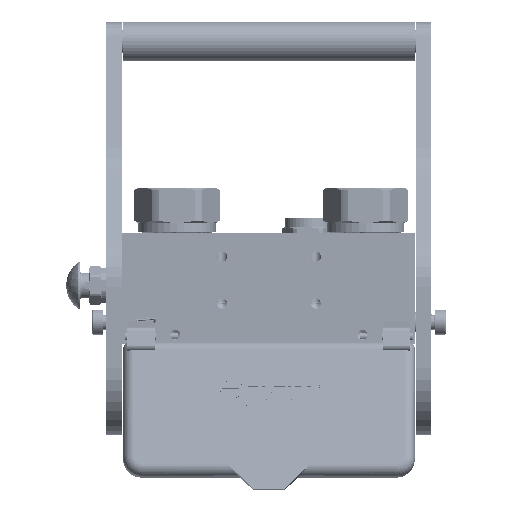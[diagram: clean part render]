
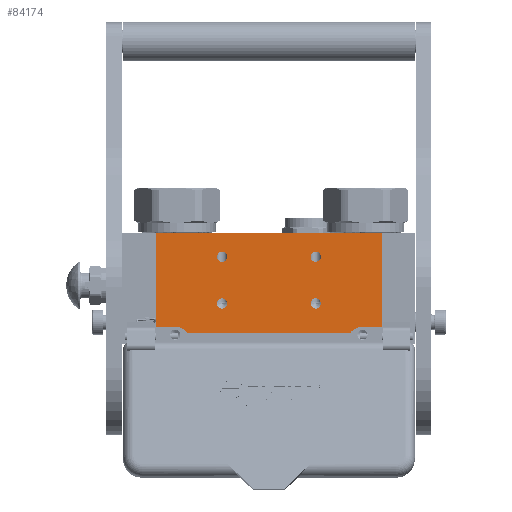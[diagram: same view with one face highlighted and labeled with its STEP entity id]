
A CAD part, left-side view. The second image highlights one B-rep face of the part: STEP entity #84174.
In plain terms, the highlighted face is planar.
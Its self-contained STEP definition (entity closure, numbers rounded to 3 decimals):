
#281 = CARTESIAN_POINT ( 'NONE',  ( 124., 18.3, -108. ) ) ;
#1665 = AXIS2_PLACEMENT_3D ( 'NONE', #128372, #116810, #71687 ) ;
#1963 = PLANE ( 'NONE',  #16445 ) ;
#3365 = CIRCLE ( 'NONE', #62038, 3.3 ) ;
#3627 = ORIENTED_EDGE ( 'NONE', *, *, #121327, .F. ) ;
#3662 = DIRECTION ( 'NONE',  ( 0., 0., -1. ) ) ;
#6848 = DIRECTION ( 'NONE',  ( 0., -1., 0. ) ) ;
#8815 = ORIENTED_EDGE ( 'NONE', *, *, #65196, .F. ) ;
#9683 = CARTESIAN_POINT ( 'NONE',  ( 64., 41.7, -108. ) ) ;
#10224 = DIRECTION ( 'NONE',  ( 0., 0., -1. ) ) ;
#12166 = EDGE_CURVE ( 'NONE', #64460, #107567, #57389, .T. ) ;
#12564 = CARTESIAN_POINT ( 'NONE',  ( 166.7, 0., -108. ) ) ;
#16041 = CARTESIAN_POINT ( 'NONE',  ( 64., 45., -108. ) ) ;
#16445 = AXIS2_PLACEMENT_3D ( 'NONE', #35511, #105725, #138891 ) ;
#18872 = CARTESIAN_POINT ( 'NONE',  ( 64., 18.3, -108. ) ) ;
#19772 = VERTEX_POINT ( 'NONE', #41332 ) ;
#20458 = EDGE_CURVE ( 'NONE', #129860, #73759, #91169, .T. ) ;
#21233 = ORIENTED_EDGE ( 'NONE', *, *, #20458, .T. ) ;
#21803 = CARTESIAN_POINT ( 'NONE',  ( 64., 45., -108. ) ) ;
#23429 = VERTEX_POINT ( 'NONE', #281 ) ;
#24781 = ORIENTED_EDGE ( 'NONE', *, *, #12166, .F. ) ;
#25422 = AXIS2_PLACEMENT_3D ( 'NONE', #16041, #117795, #95762 ) ;
#26013 = CARTESIAN_POINT ( 'NONE',  ( 124., 11.7, -108. ) ) ;
#26307 = AXIS2_PLACEMENT_3D ( 'NONE', #100561, #75549, #6848 ) ;
#26624 = CIRCLE ( 'NONE', #54821, 3.3 ) ;
#26750 = EDGE_CURVE ( 'NONE', #114140, #94485, #139711, .T. ) ;
#28089 = CARTESIAN_POINT ( 'NONE',  ( 64., 48.3, -108. ) ) ;
#30177 = VECTOR ( 'NONE', #82064, 1000. ) ;
#30307 = VERTEX_POINT ( 'NONE', #77939 ) ;
#30753 = FACE_BOUND ( 'NONE', #131064, .T. ) ;
#32172 = DIRECTION ( 'NONE',  ( -1., 0., 0. ) ) ;
#33585 = VERTEX_POINT ( 'NONE', #18872 ) ;
#35511 = CARTESIAN_POINT ( 'NONE',  ( 166.7, 0., -108. ) ) ;
#37183 = DIRECTION ( 'NONE',  ( 0.815, -0.58, 0. ) ) ;
#39312 = EDGE_LOOP ( 'NONE', ( #141527, #126823, #102947, #21233, #52069, #24781, #8815, #68463 ) ) ;
#41332 = CARTESIAN_POINT ( 'NONE',  ( 64., 11.7, -108. ) ) ;
#42645 = DIRECTION ( 'NONE',  ( -1., 0., 0. ) ) ;
#43191 = FACE_BOUND ( 'NONE', #60737, .T. ) ;
#44214 = DIRECTION ( 'NONE',  ( 0., 1., 0. ) ) ;
#48511 = VECTOR ( 'NONE', #42645, 1000. ) ;
#49470 = DIRECTION ( 'NONE',  ( 0., -1., 0. ) ) ;
#51706 = ORIENTED_EDGE ( 'NONE', *, *, #124928, .F. ) ;
#52069 = ORIENTED_EDGE ( 'NONE', *, *, #127193, .F. ) ;
#54821 = AXIS2_PLACEMENT_3D ( 'NONE', #102791, #112870, #148933 ) ;
#55238 = ORIENTED_EDGE ( 'NONE', *, *, #78621, .F. ) ;
#55511 = LINE ( 'NONE', #60555, #59109 ) ;
#56818 = DIRECTION ( 'NONE',  ( 0., -1., 0. ) ) ;
#57389 = LINE ( 'NONE', #134059, #75432 ) ;
#59109 = VECTOR ( 'NONE', #106211, 1000. ) ;
#59178 = CARTESIAN_POINT ( 'NONE',  ( 124., 45., -108. ) ) ;
#60555 = CARTESIAN_POINT ( 'NONE',  ( 21.3, 0., -108. ) ) ;
#60737 = EDGE_LOOP ( 'NONE', ( #3627, #89084 ) ) ;
#62038 = AXIS2_PLACEMENT_3D ( 'NONE', #59178, #81757, #92825 ) ;
#64460 = VERTEX_POINT ( 'NONE', #126967 ) ;
#64860 = FACE_BOUND ( 'NONE', #77798, .T. ) ;
#65196 = EDGE_CURVE ( 'NONE', #94485, #64460, #72613, .T. ) ;
#65252 = VERTEX_POINT ( 'NONE', #26013 ) ;
#65528 = VERTEX_POINT ( 'NONE', #119631 ) ;
#68137 = ORIENTED_EDGE ( 'NONE', *, *, #87642, .F. ) ;
#68463 = ORIENTED_EDGE ( 'NONE', *, *, #26750, .F. ) ;
#69039 = CARTESIAN_POINT ( 'NONE',  ( 21.3, 60., -108. ) ) ;
#71539 = CARTESIAN_POINT ( 'NONE',  ( 166.7, 60., -108. ) ) ;
#71687 = DIRECTION ( 'NONE',  ( 0., 1., 0. ) ) ;
#72613 = CIRCLE ( 'NONE', #110392, 10. ) ;
#73759 = VERTEX_POINT ( 'NONE', #83668 ) ;
#75432 = VECTOR ( 'NONE', #32172, 1000. ) ;
#75549 = DIRECTION ( 'NONE',  ( 0., 0., -1. ) ) ;
#77349 = CARTESIAN_POINT ( 'NONE',  ( 166.7, 0., -108. ) ) ;
#77798 = EDGE_LOOP ( 'NONE', ( #55238, #68137 ) ) ;
#77821 = EDGE_CURVE ( 'NONE', #130645, #65528, #80984, .T. ) ;
#77939 = CARTESIAN_POINT ( 'NONE',  ( 124., 48.3, -108. ) ) ;
#78621 = EDGE_CURVE ( 'NONE', #99341, #100739, #111214, .T. ) ;
#78788 = ORIENTED_EDGE ( 'NONE', *, *, #145439, .F. ) ;
#78811 = VECTOR ( 'NONE', #104290, 1000. ) ;
#80301 = CIRCLE ( 'NONE', #1665, 3.3 ) ;
#80484 = EDGE_CURVE ( 'NONE', #30307, #106223, #3365, .T. ) ;
#80984 = LINE ( 'NONE', #77349, #48511 ) ;
#81757 = DIRECTION ( 'NONE',  ( 0., 0., -1. ) ) ;
#82064 = DIRECTION ( 'NONE',  ( 1., 0., 0. ) ) ;
#82396 = CARTESIAN_POINT ( 'NONE',  ( 34., 70., -108. ) ) ;
#83668 = CARTESIAN_POINT ( 'NONE',  ( 34., 60., -108. ) ) ;
#84174 = ADVANCED_FACE ( 'NONE', ( #142029, #30753, #64860, #43191, #134840 ), #1963, .T. ) ;
#87642 = EDGE_CURVE ( 'NONE', #100739, #99341, #97738, .T. ) ;
#89084 = ORIENTED_EDGE ( 'NONE', *, *, #133359, .F. ) ;
#90428 = AXIS2_PLACEMENT_3D ( 'NONE', #120170, #96096, #96596 ) ;
#90918 = CARTESIAN_POINT ( 'NONE',  ( 124., 15., -108. ) ) ;
#91169 = LINE ( 'NONE', #69039, #30177 ) ;
#92825 = DIRECTION ( 'NONE',  ( 0., 1., 0. ) ) ;
#94485 = VERTEX_POINT ( 'NONE', #102016 ) ;
#95668 = DIRECTION ( 'NONE',  ( 0., 0., -1. ) ) ;
#95762 = DIRECTION ( 'NONE',  ( 0., 1., 0. ) ) ;
#95903 = CARTESIAN_POINT ( 'NONE',  ( 166.7, 60., -108. ) ) ;
#96096 = DIRECTION ( 'NONE',  ( 0., 0., -1. ) ) ;
#96596 = DIRECTION ( 'NONE',  ( 0., -1., 0. ) ) ;
#97738 = CIRCLE ( 'NONE', #25422, 3.3 ) ;
#99341 = VERTEX_POINT ( 'NONE', #9683 ) ;
#100561 = CARTESIAN_POINT ( 'NONE',  ( 64., 15., -108. ) ) ;
#100739 = VERTEX_POINT ( 'NONE', #28089 ) ;
#102016 = CARTESIAN_POINT ( 'NONE',  ( 154., 60., -108. ) ) ;
#102731 = AXIS2_PLACEMENT_3D ( 'NONE', #90918, #10224, #44214 ) ;
#102791 = CARTESIAN_POINT ( 'NONE',  ( 124., 15., -108. ) ) ;
#102947 = ORIENTED_EDGE ( 'NONE', *, *, #110912, .T. ) ;
#104290 = DIRECTION ( 'NONE',  ( 0., 1., 0. ) ) ;
#104781 = EDGE_LOOP ( 'NONE', ( #78788, #129729 ) ) ;
#105725 = DIRECTION ( 'NONE',  ( 0., 0., -1. ) ) ;
#106211 = DIRECTION ( 'NONE',  ( 0., 1., 0. ) ) ;
#106223 = VERTEX_POINT ( 'NONE', #118183 ) ;
#106635 = DIRECTION ( 'NONE',  ( -1., 0., 0. ) ) ;
#107567 = VERTEX_POINT ( 'NONE', #141285 ) ;
#109195 = CARTESIAN_POINT ( 'NONE',  ( 166.7, 0., -108. ) ) ;
#110392 = AXIS2_PLACEMENT_3D ( 'NONE', #130259, #95668, #49470 ) ;
#110912 = EDGE_CURVE ( 'NONE', #65528, #129860, #55511, .T. ) ;
#111214 = CIRCLE ( 'NONE', #148411, 3.3 ) ;
#112546 = DIRECTION ( 'NONE',  ( 0., 0., -1. ) ) ;
#112870 = DIRECTION ( 'NONE',  ( 0., 0., -1. ) ) ;
#114140 = VERTEX_POINT ( 'NONE', #95903 ) ;
#116810 = DIRECTION ( 'NONE',  ( 0., 0., -1. ) ) ;
#117795 = DIRECTION ( 'NONE',  ( 0., 0., -1. ) ) ;
#118183 = CARTESIAN_POINT ( 'NONE',  ( 124., 41.7, -108. ) ) ;
#119631 = CARTESIAN_POINT ( 'NONE',  ( 21.3, 0., -108. ) ) ;
#119809 = ORIENTED_EDGE ( 'NONE', *, *, #144351, .F. ) ;
#120114 = LINE ( 'NONE', #12564, #78811 ) ;
#120170 = CARTESIAN_POINT ( 'NONE',  ( 124., 45., -108. ) ) ;
#120662 = CIRCLE ( 'NONE', #102731, 3.3 ) ;
#121327 = EDGE_CURVE ( 'NONE', #19772, #33585, #129243, .T. ) ;
#121698 = VECTOR ( 'NONE', #106635, 1000. ) ;
#124928 = EDGE_CURVE ( 'NONE', #23429, #65252, #120662, .T. ) ;
#126823 = ORIENTED_EDGE ( 'NONE', *, *, #77821, .T. ) ;
#126967 = CARTESIAN_POINT ( 'NONE',  ( 145.854, 64.2, -108. ) ) ;
#127193 = EDGE_CURVE ( 'NONE', #107567, #73759, #136420, .T. ) ;
#127647 = EDGE_CURVE ( 'NONE', #130645, #114140, #120114, .T. ) ;
#128372 = CARTESIAN_POINT ( 'NONE',  ( 64., 15., -108. ) ) ;
#129243 = CIRCLE ( 'NONE', #26307, 3.3 ) ;
#129729 = ORIENTED_EDGE ( 'NONE', *, *, #80484, .F. ) ;
#129860 = VERTEX_POINT ( 'NONE', #145741 ) ;
#130259 = CARTESIAN_POINT ( 'NONE',  ( 154., 70., -108. ) ) ;
#130645 = VERTEX_POINT ( 'NONE', #109195 ) ;
#131064 = EDGE_LOOP ( 'NONE', ( #119809, #51706 ) ) ;
#133359 = EDGE_CURVE ( 'NONE', #33585, #19772, #80301, .T. ) ;
#134059 = CARTESIAN_POINT ( 'NONE',  ( 145.854, 64.2, -108. ) ) ;
#134840 = FACE_OUTER_BOUND ( 'NONE', #39312, .T. ) ;
#136420 = CIRCLE ( 'NONE', #144321, 10. ) ;
#138891 = DIRECTION ( 'NONE',  ( -1., 0., 0. ) ) ;
#139711 = LINE ( 'NONE', #71539, #121698 ) ;
#141285 = CARTESIAN_POINT ( 'NONE',  ( 42.146, 64.2, -108. ) ) ;
#141527 = ORIENTED_EDGE ( 'NONE', *, *, #127647, .F. ) ;
#142029 = FACE_BOUND ( 'NONE', #104781, .T. ) ;
#144321 = AXIS2_PLACEMENT_3D ( 'NONE', #82396, #3662, #37183 ) ;
#144351 = EDGE_CURVE ( 'NONE', #65252, #23429, #26624, .T. ) ;
#144814 = CIRCLE ( 'NONE', #90428, 3.3 ) ;
#145439 = EDGE_CURVE ( 'NONE', #106223, #30307, #144814, .T. ) ;
#145741 = CARTESIAN_POINT ( 'NONE',  ( 21.3, 60., -108. ) ) ;
#148411 = AXIS2_PLACEMENT_3D ( 'NONE', #21803, #112546, #56818 ) ;
#148933 = DIRECTION ( 'NONE',  ( 0., -1., 0. ) ) ;
